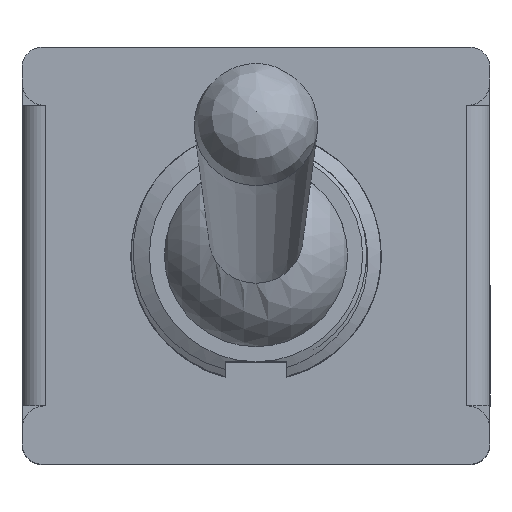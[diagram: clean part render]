
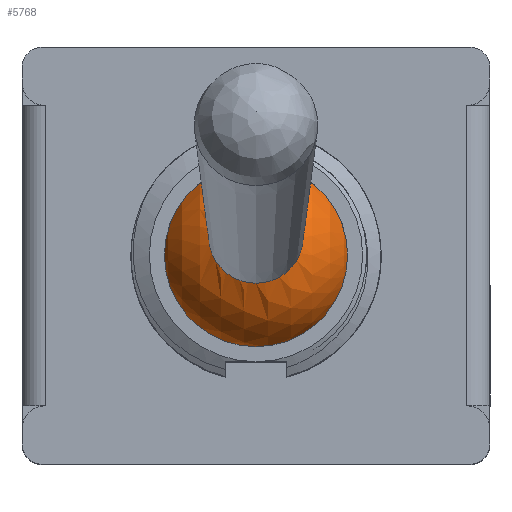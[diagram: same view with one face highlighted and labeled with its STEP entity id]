
A CAD part, top view. The second image highlights one B-rep face of the part: STEP entity #5768.
In plain terms, the highlighted spherical face has radius 1.95 mm.
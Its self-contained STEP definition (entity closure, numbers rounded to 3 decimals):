
#15=SPHERICAL_SURFACE('',#6155,1.95);
#19=FACE_BOUND('',#994,.T.);
#340=CIRCLE('',#6156,1.95);
#341=CIRCLE('',#6157,0.926);
#675=FACE_OUTER_BOUND('',#993,.T.);
#993=EDGE_LOOP('',(#5220,#5221));
#994=EDGE_LOOP('',(#5222));
#2724=VERTEX_POINT('',#11420);
#2725=VERTEX_POINT('',#11421);
#2726=VERTEX_POINT('',#11423);
#3558=EDGE_CURVE('',#2724,#2725,#340,.T.);
#3559=EDGE_CURVE('',#2726,#2726,#341,.T.);
#5220=ORIENTED_EDGE('',*,*,#3558,.T.);
#5221=ORIENTED_EDGE('',*,*,#3558,.F.);
#5222=ORIENTED_EDGE('',*,*,#3559,.F.);
#5768=ADVANCED_FACE('',(#675,#19),#15,.T.);
#6155=AXIS2_PLACEMENT_3D('',#11419,#7484,#7485);
#6156=AXIS2_PLACEMENT_3D('',#11422,#7486,#7487);
#6157=AXIS2_PLACEMENT_3D('',#11424,#7488,#7489);
#7484=DIRECTION('center_axis',(1.,0.,0.));
#7485=DIRECTION('ref_axis',(0.,-1.,0.));
#7486=DIRECTION('center_axis',(0.,0.,1.));
#7487=DIRECTION('ref_axis',(0.,1.,0.));
#7488=DIRECTION('center_axis',(0.,0.208,0.978));
#7489=DIRECTION('ref_axis',(0.,0.978,-0.208));
#11419=CARTESIAN_POINT('Origin',(0.,0.,10.24));
#11420=CARTESIAN_POINT('',(1.95,0.,10.24));
#11421=CARTESIAN_POINT('',(-1.95,0.,10.24));
#11422=CARTESIAN_POINT('Origin',(0.,0.,10.24));
#11423=CARTESIAN_POINT('',(0.,-0.549,12.111));
#11424=CARTESIAN_POINT('Origin',(0.,0.357,11.918));
